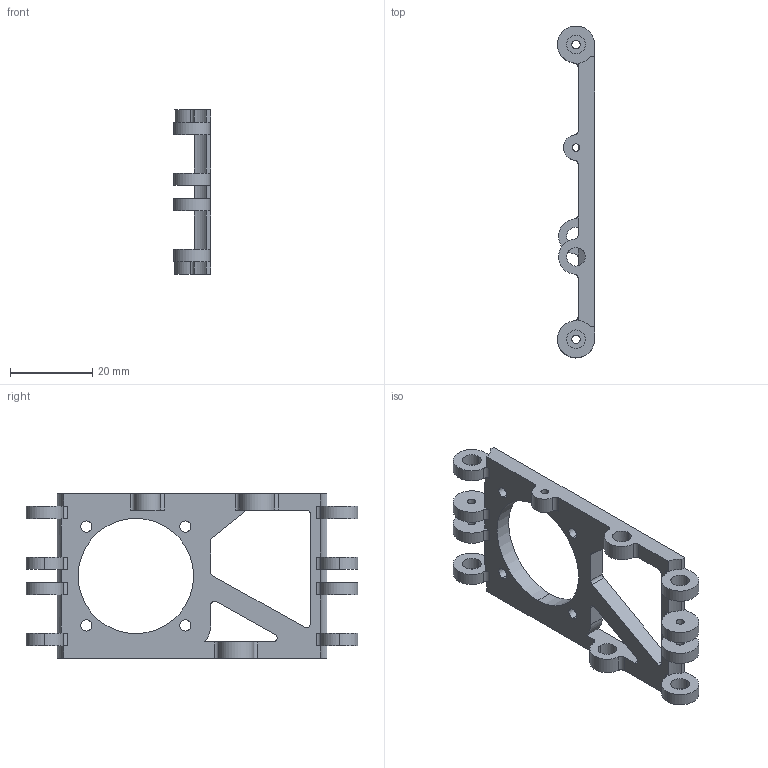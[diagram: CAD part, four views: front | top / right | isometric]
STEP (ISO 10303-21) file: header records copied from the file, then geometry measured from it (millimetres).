
FILE_DESCRIPTION (( 'STEP AP214' ), '1' );
FILE_NAME ('Plate_Right.STEP', '2024-04-23T22:37:54', ( '' ), ( '' ), 'SwSTEP 2.0', 'SolidWorks 2024', '' );
FILE_SCHEMA (( 'AUTOMOTIVE_DESIGN' ));
Length unit declared in the file: millimetre
Products named in the file (1): Plate_Right
Bounding box: 9 x 80.5 x 40 mm (x, y, z)
Volume: 6784.3 mm3; surface area: 6431.7 mm2
Topology: 1 solids, 1 shells, 126 faces, 382 edges, 254 vertices
Faces by surface type: cylinder 82, plane 43, bspline 1
Entity records: 4472 total; most frequent: CARTESIAN_POINT 796, DIRECTION 796, ORIENTED_EDGE 764, EDGE_CURVE 382, AXIS2_PLACEMENT_3D 292, VERTEX_POINT 254, VECTOR 212, LINE 212
